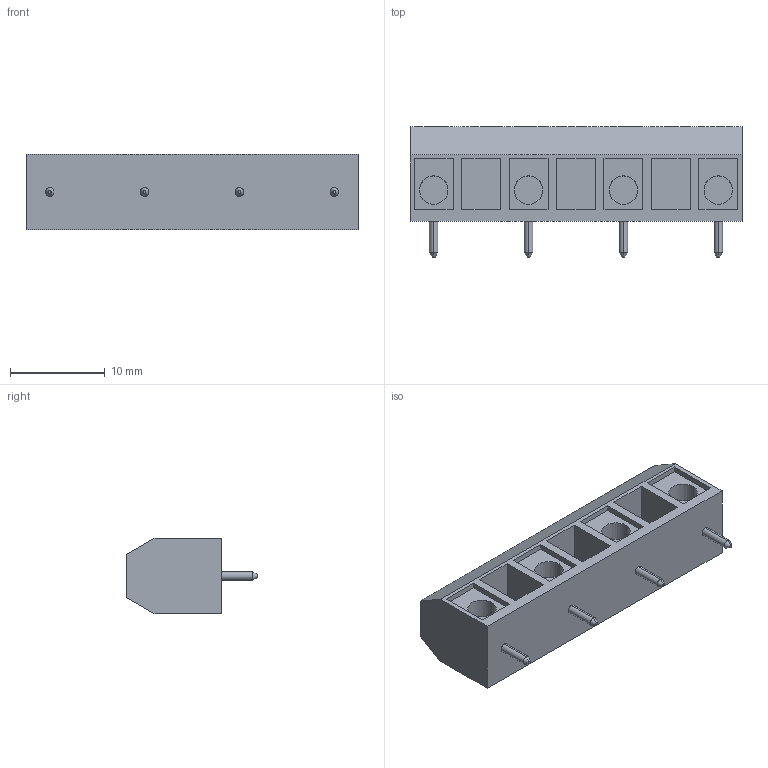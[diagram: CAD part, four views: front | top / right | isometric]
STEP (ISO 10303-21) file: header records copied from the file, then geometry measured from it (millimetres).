
FILE_DESCRIPTION((''),'2;1');
FILE_NAME('31001204','2013-07-23T',('Jobserver'),('MC TECHNOLOGY GmbH'),'PRO/ENGINEER BY PARAMETRIC TECHNOLOGY CORPORATION, 2010370','PRO/ENGINEER BY PARAMETRIC TECHNOLOGY CORPORATION, 2010370','');
FILE_SCHEMA(('AUTOMOTIVE_DESIGN { 1 0 10303 214 1 1 1 1 }'));
Length unit declared in the file: millimetre
Products named in the file (1): 31001204
Bounding box: 35 x 13.8 x 8 mm (x, y, z)
Volume: 1796.8 mm3; surface area: 2194.3 mm2
Topology: 1 solids, 1 shells, 112 faces, 256 edges, 168 vertices
Faces by surface type: plane 74, cylinder 30, cone 8
Entity records: 4513 total; most frequent: DIRECTION 610, CARTESIAN_POINT 569, ORIENTED_EDGE 512, PRESENTATION_STYLE_ASSIGNMENT 297, STYLED_ITEM 294, CURVE_STYLE 286, EDGE_CURVE 256, AXIS2_PLACEMENT_3D 211
